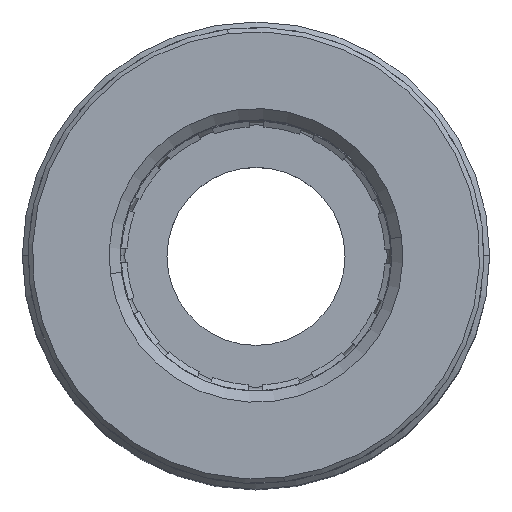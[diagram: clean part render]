
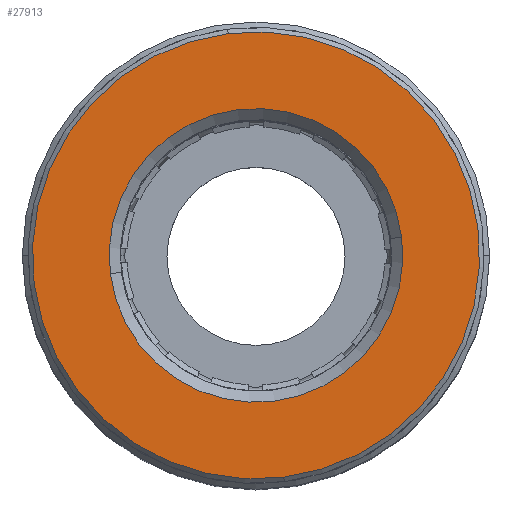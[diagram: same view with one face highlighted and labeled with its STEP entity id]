
A CAD part, top view. The second image highlights one B-rep face of the part: STEP entity #27913.
In plain terms, the highlighted planar face has unit normal (0, 0, 1).
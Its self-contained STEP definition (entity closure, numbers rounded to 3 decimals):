
#541 = EDGE_LOOP ( 'NONE', ( #19277, #7910 ) ) ;
#913 = CARTESIAN_POINT ( 'NONE',  ( 8.182, 10.558, 24.617 ) ) ;
#948 = DIRECTION ( 'NONE',  ( 0., 0., -1. ) ) ;
#1016 = EDGE_LOOP ( 'NONE', ( #11040, #23885 ) ) ;
#3317 = AXIS2_PLACEMENT_3D ( 'NONE', #20952, #948, #24316 ) ;
#4278 = DIRECTION ( 'NONE',  ( 0.124, -0.992, 0. ) ) ;
#5841 = AXIS2_PLACEMENT_3D ( 'NONE', #8232, #31571, #11621 ) ;
#5854 = FACE_BOUND ( 'NONE', #541, .T. ) ;
#6383 = CARTESIAN_POINT ( 'NONE',  ( 6.932, 20.53, 24.617 ) ) ;
#7910 = ORIENTED_EDGE ( 'NONE', *, *, #20010, .T. ) ;
#8080 = CARTESIAN_POINT ( 'NONE',  ( 14.731, 11.379, 24.617 ) ) ;
#8232 = CARTESIAN_POINT ( 'NONE',  ( 8.182, 10.558, 24.617 ) ) ;
#11040 = ORIENTED_EDGE ( 'NONE', *, *, #12225, .T. ) ;
#11621 = DIRECTION ( 'NONE',  ( -0.124, 0.992, 0. ) ) ;
#12225 = EDGE_CURVE ( 'NONE', #34821, #31450, #33577, .T. ) ;
#13385 = DIRECTION ( 'NONE',  ( 0., 0., -1. ) ) ;
#13723 = FACE_OUTER_BOUND ( 'NONE', #1016, .T. ) ;
#17784 = EDGE_CURVE ( 'NONE', #31450, #34821, #38119, .T. ) ;
#17865 = VERTEX_POINT ( 'NONE', #8080 ) ;
#18465 = AXIS2_PLACEMENT_3D ( 'NONE', #39543, #19540, #42938 ) ;
#19277 = ORIENTED_EDGE ( 'NONE', *, *, #22591, .T. ) ;
#19540 = DIRECTION ( 'NONE',  ( 0., 0., 1. ) ) ;
#20010 = EDGE_CURVE ( 'NONE', #41665, #17865, #30364, .T. ) ;
#20952 = CARTESIAN_POINT ( 'NONE',  ( 8.182, 10.558, 24.617 ) ) ;
#22591 = EDGE_CURVE ( 'NONE', #17865, #41665, #33197, .T. ) ;
#23885 = ORIENTED_EDGE ( 'NONE', *, *, #17784, .T. ) ;
#24272 = DIRECTION ( 'NONE',  ( 0., 0., 1. ) ) ;
#24316 = DIRECTION ( 'NONE',  ( 0.992, 0.124, 0. ) ) ;
#27703 = AXIS2_PLACEMENT_3D ( 'NONE', #33348, #13385, #36705 ) ;
#27913 = ADVANCED_FACE ( 'NONE', ( #5854, #13723 ), #38166, .T. ) ;
#28149 = CARTESIAN_POINT ( 'NONE',  ( 1.633, 9.738, 24.617 ) ) ;
#30364 = CIRCLE ( 'NONE', #27703, 6.6 ) ;
#31450 = VERTEX_POINT ( 'NONE', #6383 ) ;
#31571 = DIRECTION ( 'NONE',  ( 0., 0., 1. ) ) ;
#33197 = CIRCLE ( 'NONE', #3317, 6.6 ) ;
#33348 = CARTESIAN_POINT ( 'NONE',  ( 8.182, 10.558, 24.617 ) ) ;
#33577 = CIRCLE ( 'NONE', #18465, 10.05 ) ;
#34821 = VERTEX_POINT ( 'NONE', #42636 ) ;
#35168 = AXIS2_PLACEMENT_3D ( 'NONE', #913, #24272, #4278 ) ;
#36705 = DIRECTION ( 'NONE',  ( 0.992, 0.124, 0. ) ) ;
#38119 = CIRCLE ( 'NONE', #35168, 10.05 ) ;
#38166 = PLANE ( 'NONE',  #5841 ) ;
#39543 = CARTESIAN_POINT ( 'NONE',  ( 8.182, 10.558, 24.617 ) ) ;
#41665 = VERTEX_POINT ( 'NONE', #28149 ) ;
#42636 = CARTESIAN_POINT ( 'NONE',  ( 9.431, 0.586, 24.617 ) ) ;
#42938 = DIRECTION ( 'NONE',  ( 0.124, -0.992, 0. ) ) ;
